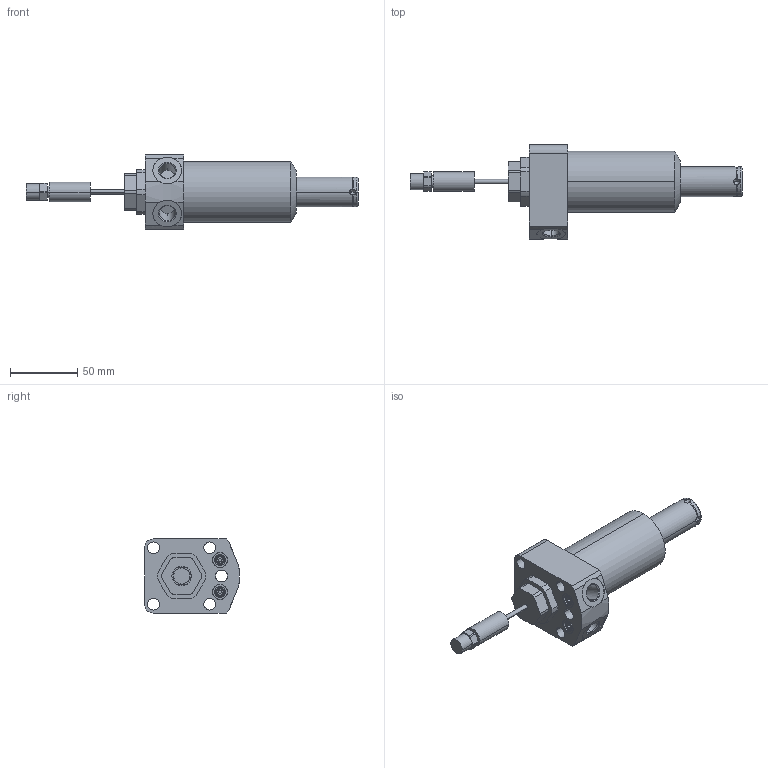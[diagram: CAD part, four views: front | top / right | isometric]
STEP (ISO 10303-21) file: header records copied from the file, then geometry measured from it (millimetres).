
FILE_DESCRIPTION((''),'2;1');
FILE_NAME('ILCM41521126US','2025-05-02T09:03:37',('Asawyer'),(''),'CREO PARAMETRIC BY PTC INC, 2021164','CREO PARAMETRIC BY PTC INC, 2021164','');
FILE_SCHEMA(('AUTOMOTIVE_DESIGN { 1 0 10303 214 1 1 1 1 }'));
Length unit declared in the file: millimetre
Products named in the file (1): ILCM41521126US
Bounding box: 247.62 x 70.79 x 55.37 mm (x, y, z)
Volume: 262942.5 mm3; surface area: 39448.3 mm2
Topology: 1 solids, 2 shells, 188 faces, 478 edges, 309 vertices
Faces by surface type: cylinder 83, plane 75, cone 20, torus 10
Entity records: 7947 total; most frequent: CARTESIAN_POINT 1313, DIRECTION 1064, ORIENTED_EDGE 924, PRESENTATION_STYLE_ASSIGNMENT 522, STYLED_ITEM 505, CURVE_STYLE 503, EDGE_CURVE 464, AXIS2_PLACEMENT_3D 408
